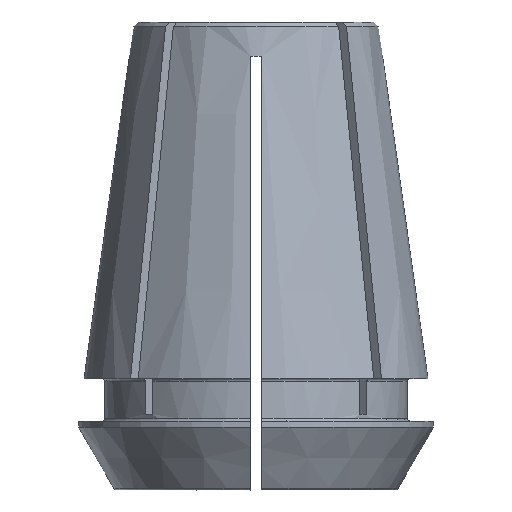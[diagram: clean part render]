
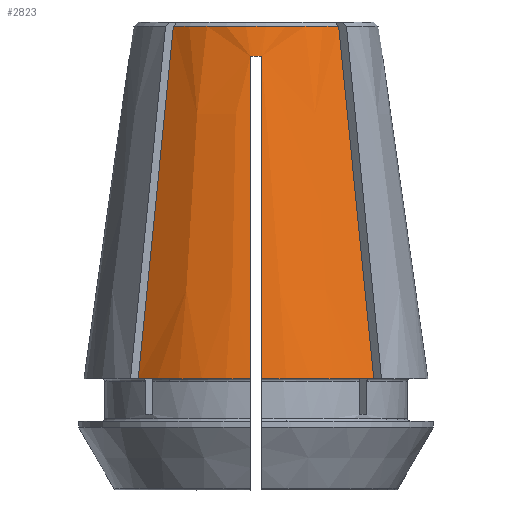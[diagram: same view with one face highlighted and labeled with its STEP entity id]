
A CAD part, left-side view. The second image highlights one B-rep face of the part: STEP entity #2823.
In plain terms, the highlighted conical face has half-angle 8 degrees and reference radius 8.86 mm.
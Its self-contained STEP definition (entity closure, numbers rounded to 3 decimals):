
#20=CONICAL_SURFACE('',#3012,8.86,0.14);
#580=CIRCLE('',#3013,8.902);
#581=CIRCLE('',#3014,12.5);
#582=CIRCLE('',#3015,9.211);
#583=CIRCLE('',#3016,12.5);
#774=ORIENTED_EDGE('',*,*,#1683,.F.);
#775=ORIENTED_EDGE('',*,*,#1684,.T.);
#776=ORIENTED_EDGE('',*,*,#1685,.T.);
#777=ORIENTED_EDGE('',*,*,#1686,.F.);
#778=ORIENTED_EDGE('',*,*,#1687,.F.);
#779=ORIENTED_EDGE('',*,*,#1688,.T.);
#780=ORIENTED_EDGE('',*,*,#1689,.T.);
#781=ORIENTED_EDGE('',*,*,#1690,.F.);
#1683=EDGE_CURVE('',#2136,#2137,#580,.T.);
#1684=EDGE_CURVE('',#2136,#2138,#2395,.T.);
#1685=EDGE_CURVE('',#2138,#2139,#581,.T.);
#1686=EDGE_CURVE('',#2140,#2139,#2396,.T.);
#1687=EDGE_CURVE('',#2141,#2140,#582,.T.);
#1688=EDGE_CURVE('',#2141,#2142,#2397,.T.);
#1689=EDGE_CURVE('',#2142,#2143,#583,.T.);
#1690=EDGE_CURVE('',#2137,#2143,#2398,.T.);
#2136=VERTEX_POINT('',#4267);
#2137=VERTEX_POINT('',#4268);
#2138=VERTEX_POINT('',#4276);
#2139=VERTEX_POINT('',#4278);
#2140=VERTEX_POINT('',#4289);
#2141=VERTEX_POINT('',#4291);
#2142=VERTEX_POINT('',#4302);
#2143=VERTEX_POINT('',#4304);
#2395=B_SPLINE_CURVE_WITH_KNOTS('',3,(#4269,#4270,#4271,#4272,#4273,#4274,
#4275),.UNSPECIFIED.,.F.,.F.,(4,3,4),(0.,0.016,
0.026),.UNSPECIFIED.);
#2396=B_SPLINE_CURVE_WITH_KNOTS('',3,(#4279,#4280,#4281,#4282,#4283,#4284,
#4285,#4286,#4287,#4288),.UNSPECIFIED.,.F.,.F.,(4,3,3,4),(0.014,
0.017,0.034,0.038),.UNSPECIFIED.);
#2397=B_SPLINE_CURVE_WITH_KNOTS('',3,(#4292,#4293,#4294,#4295,#4296,#4297,
#4298,#4299,#4300,#4301),.UNSPECIFIED.,.F.,.F.,(4,3,3,4),(0.014,
0.017,0.034,0.038),.UNSPECIFIED.);
#2398=B_SPLINE_CURVE_WITH_KNOTS('',3,(#4305,#4306,#4307,#4308,#4309,#4310,
#4311),.UNSPECIFIED.,.F.,.F.,(4,3,4),(0.,0.016,
0.026),.UNSPECIFIED.);
#2487=EDGE_LOOP('',(#774,#775,#776,#777,#778,#779,#780,#781));
#2639=FACE_BOUND('',#2487,.T.);
#2823=ADVANCED_FACE('',(#2639),#20,.T.);
#3012=AXIS2_PLACEMENT_3D('',#4265,#3385,#3386);
#3013=AXIS2_PLACEMENT_3D('',#4266,#3387,#3388);
#3014=AXIS2_PLACEMENT_3D('',#4277,#3389,#3390);
#3015=AXIS2_PLACEMENT_3D('',#4290,#3391,#3392);
#3016=AXIS2_PLACEMENT_3D('',#4303,#3393,#3394);
#3385=DIRECTION('',(0.,0.,-1.));
#3386=DIRECTION('',(-1.,0.,0.));
#3387=DIRECTION('',(0.,0.,1.));
#3388=DIRECTION('',(1.,0.,0.));
#3389=DIRECTION('',(0.,0.,1.));
#3390=DIRECTION('',(1.,0.,0.));
#3391=DIRECTION('',(0.,0.,-1.));
#3392=DIRECTION('',(-1.,0.,0.));
#3393=DIRECTION('',(0.,0.,1.));
#3394=DIRECTION('',(1.,0.,0.));
#4265=CARTESIAN_POINT('',(0.,0.,29.));
#4266=CARTESIAN_POINT('',(0.,0.,28.703));
#4267=CARTESIAN_POINT('',(-6.571,6.005,28.703));
#4268=CARTESIAN_POINT('',(-6.571,-6.005,28.703));
#4269=CARTESIAN_POINT('',(-6.571,6.005,28.703));
#4270=CARTESIAN_POINT('',(-7.084,6.518,23.544));
#4271=CARTESIAN_POINT('',(-7.597,7.031,18.386));
#4272=CARTESIAN_POINT('',(-8.11,7.544,13.227));
#4273=CARTESIAN_POINT('',(-8.446,7.88,9.851));
#4274=CARTESIAN_POINT('',(-8.782,8.216,6.476));
#4275=CARTESIAN_POINT('',(-9.117,8.551,3.1));
#4276=CARTESIAN_POINT('',(-9.117,8.551,3.1));
#4277=CARTESIAN_POINT('',(0.,0.,3.1));
#4278=CARTESIAN_POINT('',(-12.494,0.4,3.1));
#4279=CARTESIAN_POINT('',(-9.203,0.4,26.5));
#4280=CARTESIAN_POINT('',(-9.338,0.4,25.536));
#4281=CARTESIAN_POINT('',(-9.474,0.4,24.572));
#4282=CARTESIAN_POINT('',(-9.609,0.4,23.608));
#4283=CARTESIAN_POINT('',(-10.393,0.4,18.034));
#4284=CARTESIAN_POINT('',(-11.177,0.4,12.461));
#4285=CARTESIAN_POINT('',(-11.961,0.4,6.887));
#4286=CARTESIAN_POINT('',(-12.139,0.4,5.625));
#4287=CARTESIAN_POINT('',(-12.316,0.4,4.362));
#4288=CARTESIAN_POINT('',(-12.494,0.4,3.1));
#4289=CARTESIAN_POINT('',(-9.203,0.4,26.5));
#4290=CARTESIAN_POINT('',(0.,0.,26.5));
#4291=CARTESIAN_POINT('',(-9.203,-0.4,26.5));
#4292=CARTESIAN_POINT('',(-9.203,-0.4,26.5));
#4293=CARTESIAN_POINT('',(-9.338,-0.4,25.536));
#4294=CARTESIAN_POINT('',(-9.474,-0.4,24.572));
#4295=CARTESIAN_POINT('',(-9.609,-0.4,23.608));
#4296=CARTESIAN_POINT('',(-10.393,-0.4,18.034));
#4297=CARTESIAN_POINT('',(-11.177,-0.4,12.461));
#4298=CARTESIAN_POINT('',(-11.961,-0.4,6.887));
#4299=CARTESIAN_POINT('',(-12.139,-0.4,5.625));
#4300=CARTESIAN_POINT('',(-12.316,-0.4,4.362));
#4301=CARTESIAN_POINT('',(-12.494,-0.4,3.1));
#4302=CARTESIAN_POINT('',(-12.494,-0.4,3.1));
#4303=CARTESIAN_POINT('',(0.,0.,3.1));
#4304=CARTESIAN_POINT('',(-9.117,-8.551,3.1));
#4305=CARTESIAN_POINT('',(-6.571,-6.005,28.703));
#4306=CARTESIAN_POINT('',(-7.084,-6.518,23.544));
#4307=CARTESIAN_POINT('',(-7.597,-7.031,18.386));
#4308=CARTESIAN_POINT('',(-8.11,-7.544,13.227));
#4309=CARTESIAN_POINT('',(-8.446,-7.88,9.851));
#4310=CARTESIAN_POINT('',(-8.782,-8.216,6.476));
#4311=CARTESIAN_POINT('',(-9.117,-8.551,3.1));
